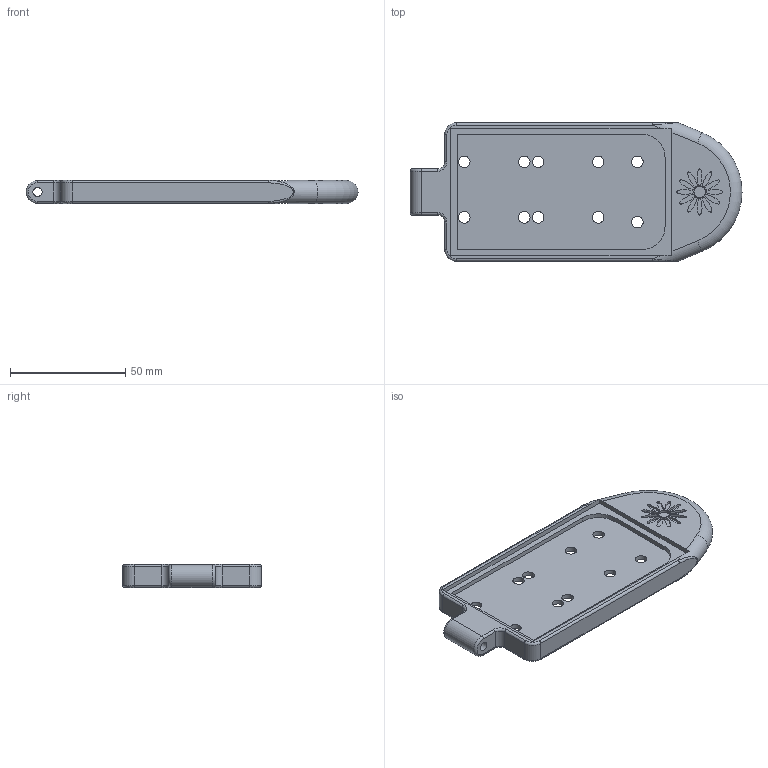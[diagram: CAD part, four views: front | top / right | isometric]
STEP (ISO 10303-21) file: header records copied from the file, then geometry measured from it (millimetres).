
FILE_DESCRIPTION(/* description */ (''),/* implementation_level */ '2;1');
FILE_NAME(/* name */ 'Solar wing v10 (1).step',/* time_stamp */ '2022-03-12T16:39:27-05:00',/* author */ (''),/* organization */ (''),/* preprocessor_version */ 'ST-DEVELOPER v18.1',/* originating_system */ 'Autodesk Translation Framework v10.13.0.1454',/* authorisation */ '');
FILE_SCHEMA (('AUTOMOTIVE_DESIGN { 1 0 10303 214 3 1 1 }'));
Length unit declared in the file: millimetre
Products named in the file (1): (Unsaved)
Bounding box: 143.83 x 60 x 10 mm (x, y, z)
Volume: 35017.2 mm3; surface area: 21165.3 mm2
Topology: 1 solids, 1 shells, 236 faces, 581 edges, 346 vertices
Faces by surface type: plane 143, cylinder 57, bspline 17, torus 15, sphere 4
Full cylindrical faces by diameter (mm): 4 x1, 5 x10
Entity records: 8267 total; most frequent: CARTESIAN_POINT 2687, ORIENTED_EDGE 1158, DIRECTION 1133, EDGE_CURVE 579, LINE 405, VECTOR 405, AXIS2_PLACEMENT_3D 364, VERTEX_POINT 346
